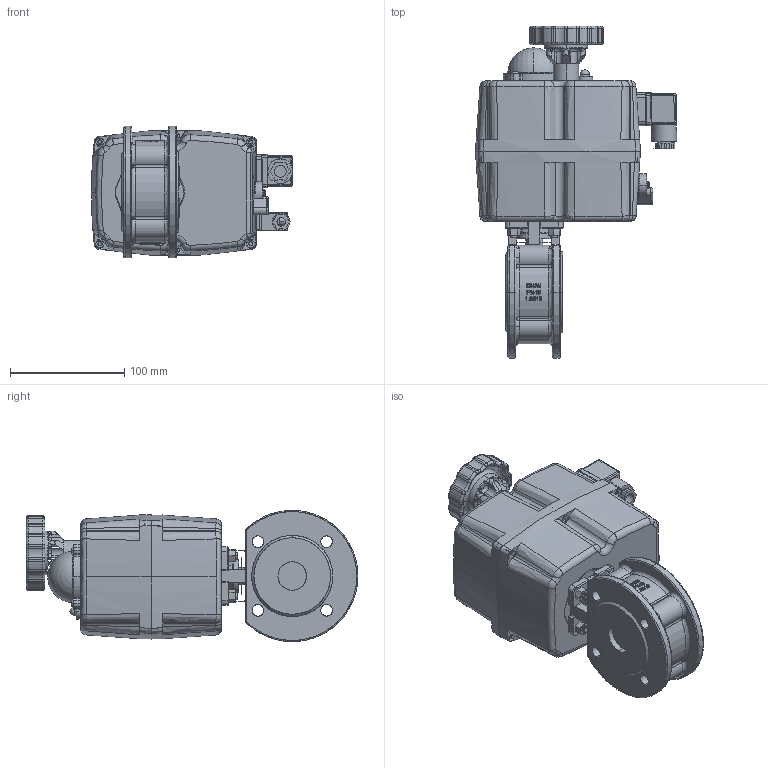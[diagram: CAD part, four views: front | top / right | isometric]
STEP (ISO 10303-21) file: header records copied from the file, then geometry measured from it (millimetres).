
FILE_DESCRIPTION (( 'STEP AP214' ), '1' );
FILE_NAME ('EK06_DN25 (EK06000005).STEP', '2022-05-12T09:29:57', ( '' ), ( '' ), 'SwSTEP 2.0', 'SolidWorks 2021', '' );
FILE_SCHEMA (( 'AUTOMOTIVE_DESIGN' ));
Length unit declared in the file: metre
Products named in the file (1): EK06_DN25 (EK06000005)
Bounding box: 176.14 x 290.5 x 115 mm (x, y, z)
Surface area: 166214.3 mm2 (no closed solid volume)
Topology: 0 solids, 296 shells, 1545 faces, 5687 edges, 4300 vertices
Faces by surface type: cylinder 528, plane 398, torus 282, bspline 217, cone 107, sphere 13
Entity records: 117249 total; most frequent: CARTESIAN_POINT 55189, DIRECTION 9061, ORIENTED_EDGE 8232, EDGE_CURVE 5634, VERTEX_POINT 4299, AXIS2_PLACEMENT_3D 3544, CIRCLE 2215, VECTOR 1973
